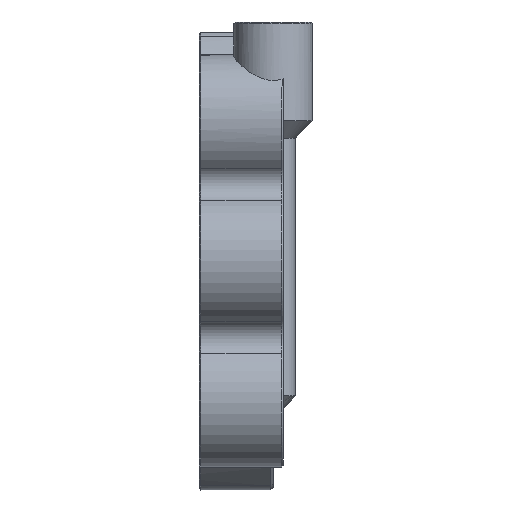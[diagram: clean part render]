
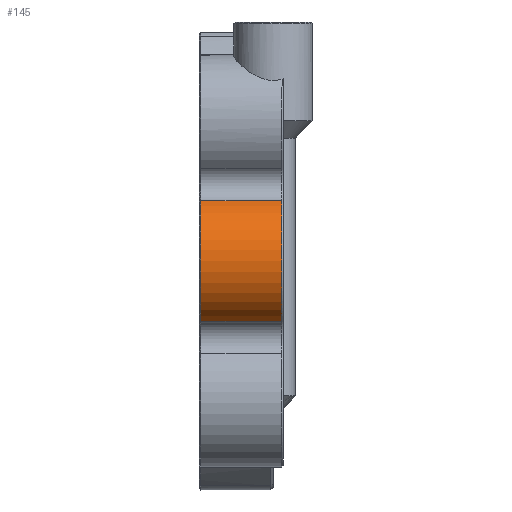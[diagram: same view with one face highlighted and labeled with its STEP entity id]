
A CAD part, front view. The second image highlights one B-rep face of the part: STEP entity #145.
In plain terms, the highlighted cylindrical face has radius 13.3 mm (diameter 26.6 mm), a partial arc.
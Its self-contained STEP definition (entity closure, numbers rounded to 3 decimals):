
#145=ADVANCED_FACE('',(#585),#7019,.T.);
#585=FACE_OUTER_BOUND('',#1026,.T.);
#1026=EDGE_LOOP('',(#1819,#1820,#1821,#1822));
#1819=ORIENTED_EDGE('',*,*,#3834,.T.);
#1820=ORIENTED_EDGE('',*,*,#3835,.F.);
#1821=ORIENTED_EDGE('',*,*,#3833,.F.);
#1822=ORIENTED_EDGE('',*,*,#3832,.T.);
#3832=EDGE_CURVE('',#6265,#6266,#4663,.T.);
#3833=EDGE_CURVE('',#6265,#6267,#5388,.T.);
#3834=EDGE_CURVE('',#6266,#6268,#5389,.T.);
#3835=EDGE_CURVE('',#6267,#6268,#4664,.T.);
#4663=(
BOUNDED_CURVE()
B_SPLINE_CURVE(1,(#14430,#14431),.UNSPECIFIED.,.F.,.F.)
B_SPLINE_CURVE_WITH_KNOTS((2,2),(0.3,16.7),.UNSPECIFIED.)
CURVE()
GEOMETRIC_REPRESENTATION_ITEM()
RATIONAL_B_SPLINE_CURVE((1.,1.))
REPRESENTATION_ITEM('')
);
#4664=(
BOUNDED_CURVE()
B_SPLINE_CURVE(1,(#14438,#14439),.UNSPECIFIED.,.F.,.F.)
B_SPLINE_CURVE_WITH_KNOTS((2,2),(0.3,16.7),.UNSPECIFIED.)
CURVE()
GEOMETRIC_REPRESENTATION_ITEM()
RATIONAL_B_SPLINE_CURVE((1.,1.))
REPRESENTATION_ITEM('')
);
#5388=TRIMMED_CURVE($,#5780,(#14433),(#14434),.T.,.CARTESIAN.);
#5389=TRIMMED_CURVE($,#5781,(#14436),(#14437),.T.,.CARTESIAN.);
#5780=CIRCLE('',#7452,13.3);
#5781=CIRCLE('',#7453,13.3);
#6265=VERTEX_POINT('',#12839);
#6266=VERTEX_POINT('',#12840);
#6267=VERTEX_POINT('',#12841);
#6268=VERTEX_POINT('',#12842);
#7019=CYLINDRICAL_SURFACE('',#7191,13.3);
#7191=AXIS2_PLACEMENT_3D('',#9500,#7780,$);
#7452=AXIS2_PLACEMENT_3D($,#14432,#8154,#8155);
#7453=AXIS2_PLACEMENT_3D($,#14435,#8156,#8157);
#7780=DIRECTION('',(1.,0.,0.));
#8154=DIRECTION('',(-1.,0.,0.));
#8155=DIRECTION('',(0.,-0.397,-0.918));
#8156=DIRECTION('',(-1.,0.,0.));
#8157=DIRECTION('',(0.,-0.397,-0.918));
#9500=CARTESIAN_POINT('',(102.7,-83.155,0.));
#12839=CARTESIAN_POINT('',(94.5,-88.441,-12.204));
#12840=CARTESIAN_POINT('',(110.9,-88.441,-12.204));
#12841=CARTESIAN_POINT('',(94.5,-88.441,12.204));
#12842=CARTESIAN_POINT('',(110.9,-88.441,12.204));
#14430=CARTESIAN_POINT('',(94.5,-88.441,-12.204));
#14431=CARTESIAN_POINT('',(110.9,-88.441,-12.204));
#14432=CARTESIAN_POINT('',(94.5,-83.155,0.));
#14433=CARTESIAN_POINT('',(94.5,-88.441,-12.204));
#14434=CARTESIAN_POINT('',(94.5,-88.441,12.204));
#14435=CARTESIAN_POINT('',(110.9,-83.155,0.));
#14436=CARTESIAN_POINT('',(110.9,-88.441,-12.204));
#14437=CARTESIAN_POINT('',(110.9,-88.441,12.204));
#14438=CARTESIAN_POINT('',(94.5,-88.441,12.204));
#14439=CARTESIAN_POINT('',(110.9,-88.441,12.204));
